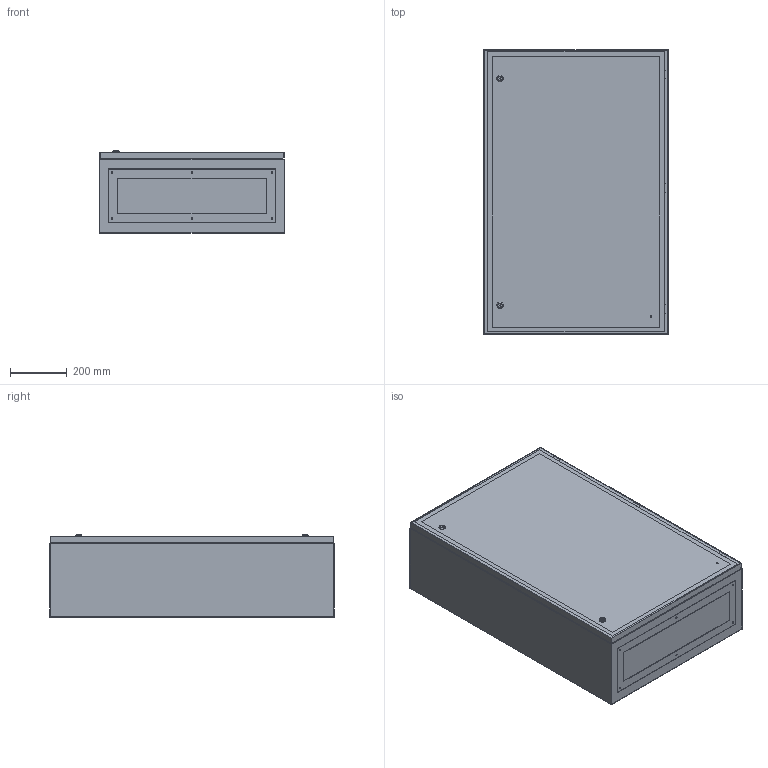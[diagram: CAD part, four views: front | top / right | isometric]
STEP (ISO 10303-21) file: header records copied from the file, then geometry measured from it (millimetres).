
FILE_DESCRIPTION (( 'STEP AP203' ), '1' );
FILE_NAME ('YKM40-05-54.STEP', '2026-02-12T13:30:54', ( '' ), ( '' ), 'SwSTEP 2.0', 'SolidWorks 2022', '' );
FILE_SCHEMA (( 'CONFIG_CONTROL_DESIGN' ));
Length unit declared in the file: millimetre
Products named in the file (1): YKM40-05-54
Bounding box: 650 x 1000 x 289 mm (x, y, z)
Volume: 3380917.4 mm3; surface area: 6033133.9 mm2
Topology: 3 solids, 3 shells, 251 faces, 644 edges, 428 vertices
Faces by surface type: plane 185, cylinder 64, torus 2
Full cylindrical faces by diameter (mm): 4.2 x9, 6 x8, 8 x8, 9.5 x10, 16 x2, 22.5 x4
Entity records: 7402 total; most frequent: CARTESIAN_POINT 1281, DIRECTION 1199, ORIENTED_EDGE 1178, EDGE_CURVE 589, VECTOR 467, LINE 467, VERTEX_POINT 416, EDGE_LOOP 369
